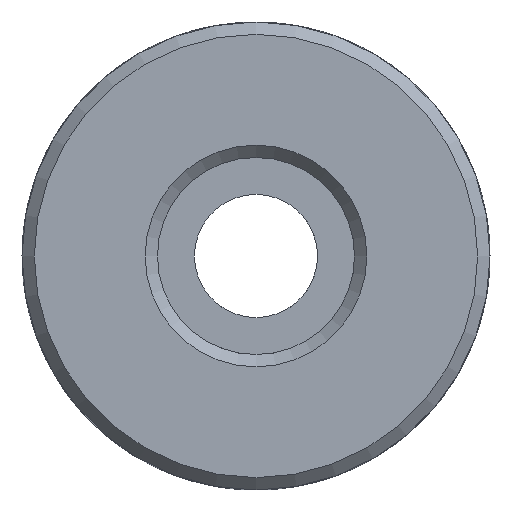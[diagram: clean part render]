
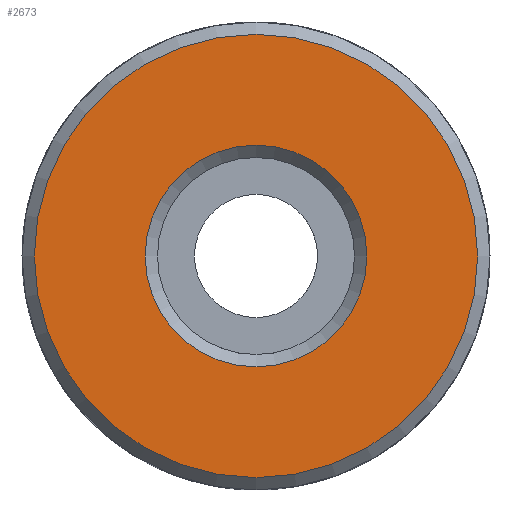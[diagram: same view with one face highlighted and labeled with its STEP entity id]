
A CAD part, left-side view. The second image highlights one B-rep face of the part: STEP entity #2673.
In plain terms, the highlighted planar face has unit normal (-1, 0, 0).
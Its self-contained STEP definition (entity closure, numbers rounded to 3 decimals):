
#15=PLANE('',#2841);
#157=FACE_BOUND('',#330,.T.);
#176=FACE_OUTER_BOUND('',#329,.T.);
#329=EDGE_LOOP('',(#1951));
#330=EDGE_LOOP('',(#1952));
#477=CIRCLE('',#2840,4.5);
#478=CIRCLE('',#2842,9.);
#1132=VERTEX_POINT('',#6221);
#1133=VERTEX_POINT('',#6225);
#1457=EDGE_CURVE('',#1132,#1132,#477,.T.);
#1458=EDGE_CURVE('',#1133,#1133,#478,.T.);
#1951=ORIENTED_EDGE('',*,*,#1458,.F.);
#1952=ORIENTED_EDGE('',*,*,#1457,.F.);
#2673=ADVANCED_FACE('',(#176,#157),#15,.T.);
#2840=AXIS2_PLACEMENT_3D('',#6223,#2911,#2912);
#2841=AXIS2_PLACEMENT_3D('',#6224,#2913,#2914);
#2842=AXIS2_PLACEMENT_3D('',#6226,#2915,#2916);
#2911=DIRECTION('center_axis',(-1.,0.,0.));
#2912=DIRECTION('ref_axis',(0.,0.,-1.));
#2913=DIRECTION('center_axis',(-1.,0.,0.));
#2914=DIRECTION('ref_axis',(0.,0.,1.));
#2915=DIRECTION('center_axis',(1.,0.,0.));
#2916=DIRECTION('ref_axis',(0.,0.,-1.));
#6221=CARTESIAN_POINT('',(-17.5,0.,4.5));
#6223=CARTESIAN_POINT('Origin',(-17.5,0.,0.));
#6224=CARTESIAN_POINT('Origin',(-17.5,0.,4.));
#6225=CARTESIAN_POINT('',(-17.5,0.,9.));
#6226=CARTESIAN_POINT('Origin',(-17.5,0.,0.));
